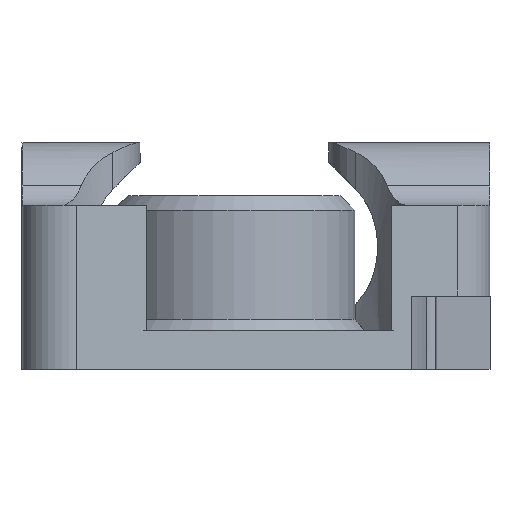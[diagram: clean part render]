
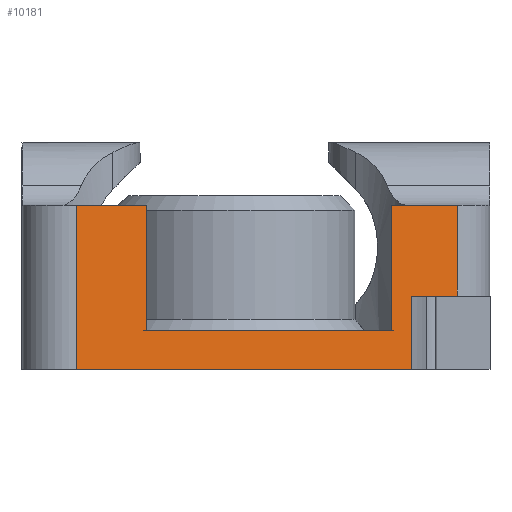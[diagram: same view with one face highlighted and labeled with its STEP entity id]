
A CAD part, left-side view. The second image highlights one B-rep face of the part: STEP entity #10181.
In plain terms, the highlighted planar face has unit normal (-0.969, -0.249, 0).
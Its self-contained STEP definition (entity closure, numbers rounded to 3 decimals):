
#1278=PLANE('',#10545);
#1826=FACE_OUTER_BOUND('',#2428,.T.);
#2428=EDGE_LOOP('',(#9561,#9562,#9563,#9564,#9565,#9566,#9567,#9568,#9569,
#9570));
#2463=LINE('',#12089,#3145);
#2465=LINE('',#12098,#3147);
#2492=LINE('',#12206,#3174);
#3056=LINE('',#20790,#3738);
#3071=LINE('',#21255,#3753);
#3081=LINE('',#21401,#3763);
#3098=LINE('',#21472,#3780);
#3103=LINE('',#21493,#3785);
#3106=LINE('',#21500,#3788);
#3111=LINE('',#21510,#3793);
#3145=VECTOR('',#10682,10.);
#3147=VECTOR('',#10692,10.);
#3174=VECTOR('',#10775,10.);
#3738=VECTOR('',#11667,10.);
#3753=VECTOR('',#11718,10.);
#3763=VECTOR('',#11800,10.);
#3780=VECTOR('',#11883,10.);
#3785=VECTOR('',#11902,10.);
#3788=VECTOR('',#11913,10.);
#3793=VECTOR('',#11928,10.);
#3978=VERTEX_POINT('',#12083);
#3980=VERTEX_POINT('',#12087);
#3983=VERTEX_POINT('',#12096);
#4018=VERTEX_POINT('',#12205);
#4877=VERTEX_POINT('',#20787);
#4878=VERTEX_POINT('',#20789);
#4913=VERTEX_POINT('',#21252);
#4914=VERTEX_POINT('',#21254);
#4947=VERTEX_POINT('',#21471);
#4948=VERTEX_POINT('',#21491);
#5012=EDGE_CURVE('',#3978,#3980,#2463,.T.);
#5017=EDGE_CURVE('',#3980,#3983,#2465,.T.);
#5064=EDGE_CURVE('',#4018,#3978,#2492,.T.);
#6352=EDGE_CURVE('',#4878,#4877,#3056,.T.);
#6403=EDGE_CURVE('',#4913,#4914,#3071,.T.);
#6444=EDGE_CURVE('',#4878,#4913,#3081,.T.);
#6474=EDGE_CURVE('',#4947,#4914,#3098,.T.);
#6482=EDGE_CURVE('',#4877,#4948,#3103,.T.);
#6485=EDGE_CURVE('',#3983,#4947,#3106,.T.);
#6490=EDGE_CURVE('',#4018,#4948,#3111,.T.);
#9561=ORIENTED_EDGE('',*,*,#5017,.T.);
#9562=ORIENTED_EDGE('',*,*,#6485,.T.);
#9563=ORIENTED_EDGE('',*,*,#6474,.T.);
#9564=ORIENTED_EDGE('',*,*,#6403,.F.);
#9565=ORIENTED_EDGE('',*,*,#6444,.F.);
#9566=ORIENTED_EDGE('',*,*,#6352,.T.);
#9567=ORIENTED_EDGE('',*,*,#6482,.T.);
#9568=ORIENTED_EDGE('',*,*,#6490,.F.);
#9569=ORIENTED_EDGE('',*,*,#5064,.T.);
#9570=ORIENTED_EDGE('',*,*,#5012,.T.);
#10181=ADVANCED_FACE('',(#1826),#1278,.T.);
#10545=AXIS2_PLACEMENT_3D('',#21509,#11926,#11927);
#10682=DIRECTION('',(0.,0.,1.));
#10692=DIRECTION('',(0.249,-0.969,0.));
#10775=DIRECTION('',(0.249,-0.969,0.));
#11667=DIRECTION('',(0.,0.,1.));
#11718=DIRECTION('',(0.,0.,1.));
#11800=DIRECTION('',(0.249,-0.969,0.));
#11883=DIRECTION('',(-0.249,0.969,0.));
#11902=DIRECTION('',(-0.249,0.969,0.));
#11913=DIRECTION('',(0.,0.,1.));
#11926=DIRECTION('center_axis',(-0.969,-0.249,0.));
#11927=DIRECTION('ref_axis',(0.249,-0.969,0.));
#11928=DIRECTION('',(0.,0.,1.));
#12083=CARTESIAN_POINT('',(-31.238,-18.335,0.));
#12087=CARTESIAN_POINT('',(-31.238,-18.335,7.6));
#12089=CARTESIAN_POINT('',(-31.238,-18.335,0.));
#12096=CARTESIAN_POINT('',(-30.008,-23.12,7.6));
#12098=CARTESIAN_POINT('',(-37.259,5.098,7.6));
#12205=CARTESIAN_POINT('',(-40.158,16.38,0.));
#12206=CARTESIAN_POINT('',(-40.158,16.38,0.));
#20787=CARTESIAN_POINT('',(-38.274,9.047,17.));
#20789=CARTESIAN_POINT('',(-38.274,9.047,4.));
#20790=CARTESIAN_POINT('',(-38.274,9.047,0.));
#21252=CARTESIAN_POINT('',(-31.773,-16.254,4.));
#21254=CARTESIAN_POINT('',(-31.773,-16.254,17.));
#21255=CARTESIAN_POINT('',(-31.773,-16.254,0.));
#21401=CARTESIAN_POINT('',(-40.158,16.38,4.));
#21471=CARTESIAN_POINT('',(-30.008,-23.12,17.));
#21472=CARTESIAN_POINT('',(-35.277,-2.618,17.));
#21491=CARTESIAN_POINT('',(-40.158,16.38,17.));
#21493=CARTESIAN_POINT('',(-35.277,-2.618,17.));
#21500=CARTESIAN_POINT('',(-30.008,-23.12,0.));
#21509=CARTESIAN_POINT('Origin',(-40.158,16.38,0.));
#21510=CARTESIAN_POINT('',(-40.158,16.38,0.));
